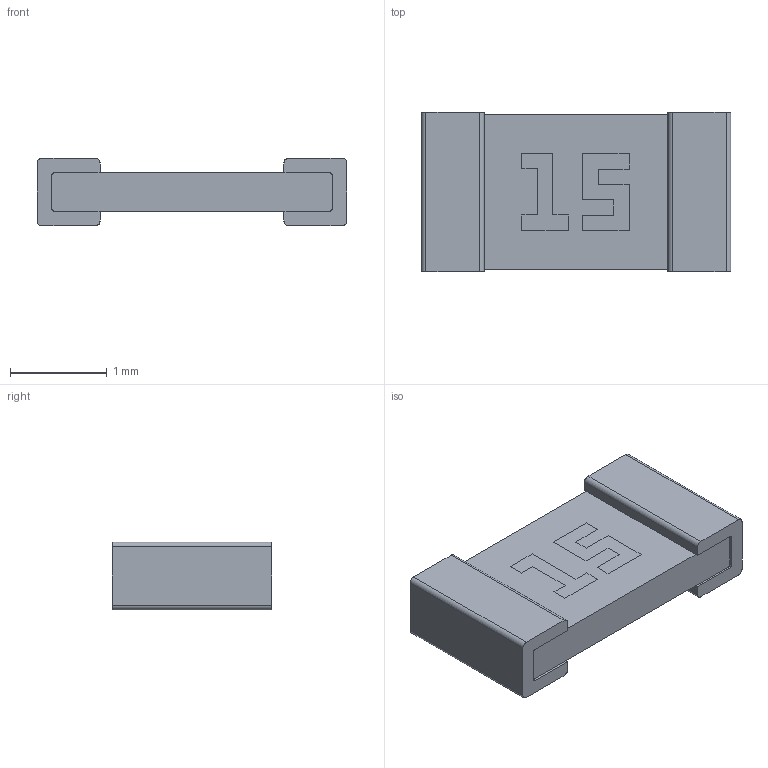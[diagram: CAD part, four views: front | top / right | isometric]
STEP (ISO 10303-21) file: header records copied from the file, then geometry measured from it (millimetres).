
FILE_DESCRIPTION(/* description */ (''),/* implementation_level */ '2;1');
FILE_NAME(/* name */ 'SF-1206SA1500R-2',/* time_stamp */ '2022-06-04T16:22:52+02:00',/* author */ (''),/* organization */ (''),/* preprocessor_version */ 'ST-DEVELOPER v16.5',/* originating_system */ '',/* authorisation */ '');
FILE_SCHEMA (('AUTOMOTIVE_DESIGN'));
Length unit declared in the file: millimetre
Products named in the file (1): Document
Bounding box: 3.2 x 1.65 x 0.7 mm (x, y, z)
Volume: 0.8 mm3; surface area: 25.6 mm2
Topology: 2 solids, 5 shells, 44 faces, 154 edges, 118 vertices
Faces by surface type: plane 28, bspline 16
Entity records: 1573 total; most frequent: CARTESIAN_POINT 604, ORIENTED_EDGE 260, EDGE_CURVE 152, B_SPLINE_CURVE_WITH_KNOTS 122, VERTEX_POINT 116, EDGE_LOOP 46, ADVANCED_FACE 44, FACE_OUTER_BOUND 44
